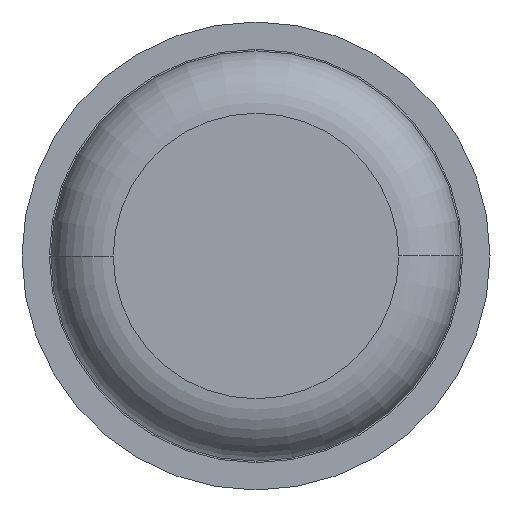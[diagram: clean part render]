
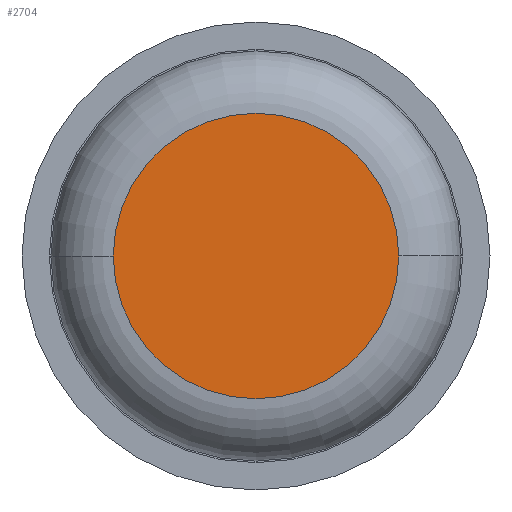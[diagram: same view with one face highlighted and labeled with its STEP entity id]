
A CAD part, front view. The second image highlights one B-rep face of the part: STEP entity #2704.
In plain terms, the highlighted planar face has unit normal (0, -1, 0).
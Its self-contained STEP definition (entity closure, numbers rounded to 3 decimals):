
#209 = DIRECTION ( 'NONE',  ( -1., 0., 0. ) ) ;
#288 = PLANE ( 'NONE',  #555 ) ;
#324 = VERTEX_POINT ( 'NONE', #2943 ) ;
#346 = EDGE_CURVE ( 'Defeature ausgef�hrt1_6+Defeature ausgef�hrt1_7+Defeature ausgef�hrt1_7+Defeature ausgef�hrt1_7', #2029, #324, #1247, .T. ) ;
#555 = AXIS2_PLACEMENT_3D ( 'NONE', #3619, #1536, #209 ) ;
#697 = DIRECTION ( 'NONE',  ( -1., 0., 0. ) ) ;
#1035 = CARTESIAN_POINT ( 'NONE',  ( 0., 0., 0. ) ) ;
#1201 = ORIENTED_EDGE ( 'NONE', *, *, #346, .T. ) ;
#1247 = CIRCLE ( 'NONE', #1502, 0.915 ) ;
#1502 = AXIS2_PLACEMENT_3D ( 'NONE', #1035, #3004, #697 ) ;
#1536 = DIRECTION ( 'NONE',  ( 0., 1., 0. ) ) ;
#1540 = CARTESIAN_POINT ( 'NONE',  ( 0., 0., 0. ) ) ;
#1806 = CIRCLE ( 'NONE', #2062, 0.915 ) ;
#2029 = VERTEX_POINT ( 'NONE', #2057 ) ;
#2057 = CARTESIAN_POINT ( 'NONE',  ( -0.915, 0., 0. ) ) ;
#2062 = AXIS2_PLACEMENT_3D ( 'NONE', #1540, #3226, #2215 ) ;
#2208 = EDGE_LOOP ( 'NONE', ( #1201, #4271 ) ) ;
#2215 = DIRECTION ( 'NONE',  ( -1., 0., 0. ) ) ;
#2273 = EDGE_CURVE ( 'Defeature ausgef�hrt1_6+Defeature ausgef�hrt1_7+Defeature ausgef�hrt1_7+Defeature ausgef�hrt1_7', #324, #2029, #1806, .T. ) ;
#2704 = ADVANCED_FACE ( 'Defeature ausgef�hrt1_6', ( #3175 ), #288, .F. ) ;
#2943 = CARTESIAN_POINT ( 'NONE',  ( 0.915, 0., 0. ) ) ;
#3004 = DIRECTION ( 'NONE',  ( 0., -1., 0. ) ) ;
#3175 = FACE_OUTER_BOUND ( 'NONE', #2208, .T. ) ;
#3226 = DIRECTION ( 'NONE',  ( 0., -1., 0. ) ) ;
#3619 = CARTESIAN_POINT ( 'NONE',  ( 0., 0., 0. ) ) ;
#4271 = ORIENTED_EDGE ( 'NONE', *, *, #2273, .T. ) ;
